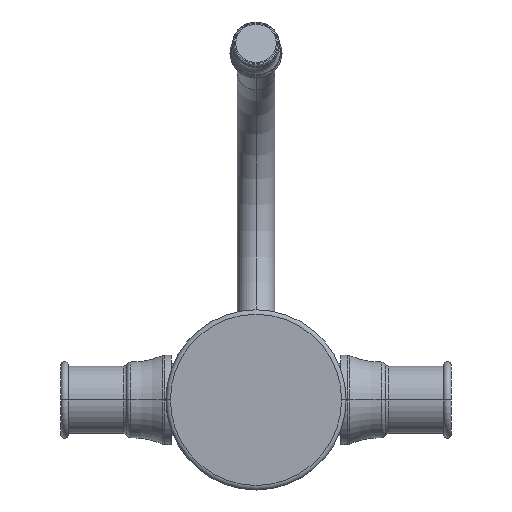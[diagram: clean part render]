
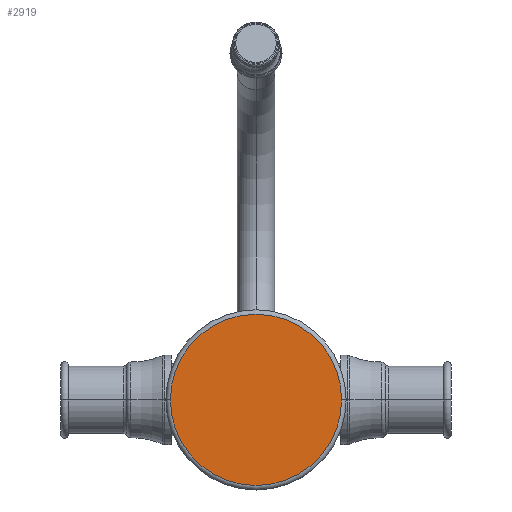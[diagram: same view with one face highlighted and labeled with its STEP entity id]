
A CAD part, front view. The second image highlights one B-rep face of the part: STEP entity #2919.
In plain terms, the highlighted planar face has unit normal (0, -1, 0).
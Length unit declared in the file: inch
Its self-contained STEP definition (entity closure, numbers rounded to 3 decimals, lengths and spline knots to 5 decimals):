
#2=CARTESIAN_POINT('',(0.,0.,0.));
#3=DIRECTION('',(0.,-1.,0.));
#4=DIRECTION('',(1.,0.,0.));
#5=AXIS2_PLACEMENT_3D('',#2,#3,#4);
#17=CARTESIAN_POINT('',(0.,0.,0.));
#18=DIRECTION('',(0.,1.,0.));
#19=DIRECTION('',(1.,0.,0.));
#20=AXIS2_PLACEMENT_3D('',#17,#18,#19);
#2550=CARTESIAN_POINT('',(1.14,0.,0.));
#2551=VERTEX_POINT('',#2550);
#2552=CARTESIAN_POINT('',(-1.14,0.,0.));
#2553=VERTEX_POINT('',#2552);
#2908=CARTESIAN_POINT('',(0.,0.,0.));
#2909=DIRECTION('',(0.,-1.,0.));
#2910=DIRECTION('',(-1.,0.,0.));
#2911=AXIS2_PLACEMENT_3D('',#2908,#2909,#2910);
#2912=PLANE('',#2911);
#2914=ORIENTED_EDGE('',*,*,#2913,.F.);
#2916=ORIENTED_EDGE('',*,*,#2915,.T.);
#2917=EDGE_LOOP('',(#2914,#2916));
#2918=FACE_OUTER_BOUND('',#2917,.F.);
#2919=ADVANCED_FACE('',(#2918),#2912,.T.);
#6=CIRCLE('',#5,1.14);
#21=CIRCLE('',#20,1.14);
#2913=EDGE_CURVE('',#2551,#2553,#6,.T.);
#2915=EDGE_CURVE('',#2551,#2553,#21,.T.);
